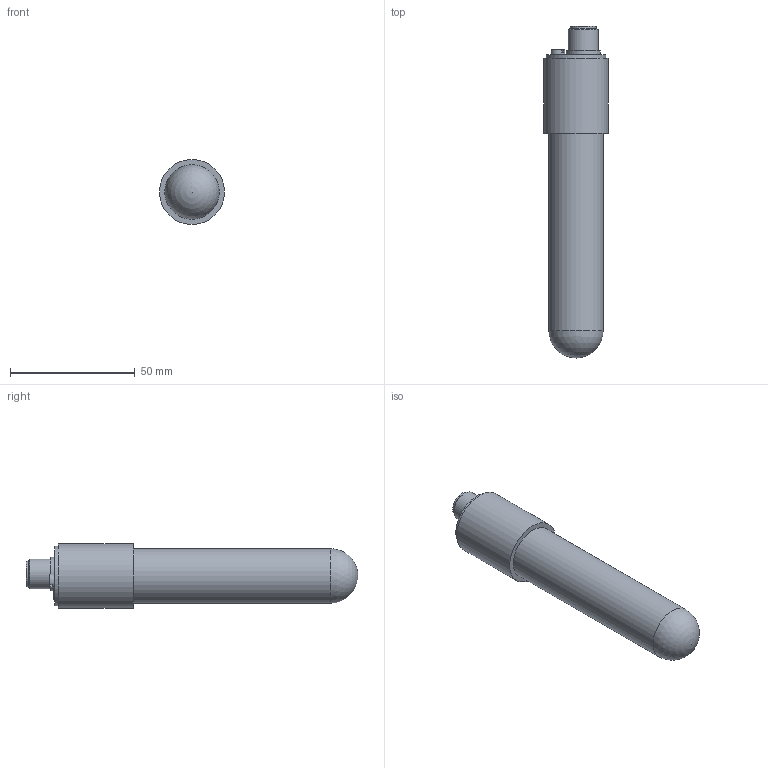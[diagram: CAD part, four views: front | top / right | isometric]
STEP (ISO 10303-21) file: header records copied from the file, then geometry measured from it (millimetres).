
FILE_DESCRIPTION(/* description */ (''),/* implementation_level */ '2;1');
FILE_NAME(/* name */ 'KA1413_Shrinkwrap_1.stp',/* time_stamp */ '2021-09-02T11:11:15+02:00',/* author */ ('Krieger Anja'),/* organization */ (''),/* preprocessor_version */ 'ST-DEVELOPER v18.1',/* originating_system */ 'Autodesk Inventor 2021',/* authorisation */ '');
FILE_SCHEMA (('AUTOMOTIVE_DESIGN { 1 0 10303 214 3 1 1 }'));
Length unit declared in the file: millimetre
Products named in the file (1): KA1413_Shrinkwrap_1
Bounding box: 26 x 133 x 26 mm (x, y, z)
Volume: 49732 mm3; surface area: 10229 mm2
Topology: 1 solids, 1 shells, 33 faces, 72 edges, 48 vertices
Faces by surface type: cylinder 14, plane 13, sphere 5, cone 1
Full cylindrical faces by diameter (mm): 1 x4, 4 x1, 5.5 x1, 10.3 x1, 12 x1, 13.5 x1, 21.8 x1, 24 x1, 26 x1
Entity records: 1042 total; most frequent: DIRECTION 179, CARTESIAN_POINT 149, ORIENTED_EDGE 134, AXIS2_PLACEMENT_3D 78, EDGE_CURVE 67, VERTEX_POINT 48, EDGE_LOOP 45, CIRCLE 44
